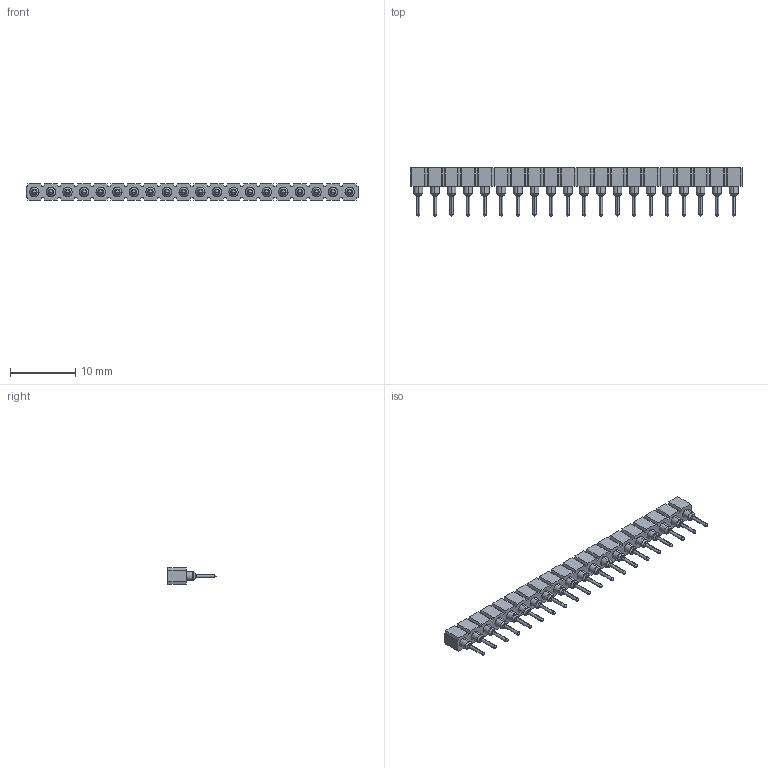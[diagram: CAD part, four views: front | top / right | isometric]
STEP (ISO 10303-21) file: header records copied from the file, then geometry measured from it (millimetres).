
FILE_DESCRIPTION (( 'STEP AP214' ), '1' );
FILE_NAME ('mill-max-310-13-120-41-001000.STEP', '2022-03-27T13:34:52', ( '' ), ( '' ), 'SwSTEP 2.0', 'SolidWorks 2021', '' );
FILE_SCHEMA (( 'AUTOMOTIVE_DESIGN' ));
Length unit declared in the file: inch
Products named in the file (3): P3XX-11-010-00-000000_P320-11-010-00-000000; 1001_1001-0-00-15-00-00-03-0; mill-max-310-13-120-41-001000
Assembly tree (21 placements, depth 2):
  mill-max-310-13-120-41-001000
    P3XX-11-010-00-000000_P320-11-010-00-000000
    1001_1001-0-00-15-00-00-03-0  x20
Bounding box: 50.8 x 7.37 x 2.54 mm (x, y, z)
Volume: 300.6 mm3; surface area: 1622.8 mm2
Topology: 21 solids, 21 shells, 786 faces, 1852 edges, 1128 vertices
Faces by surface type: cylinder 280, plane 266, cone 160, torus 40, sphere 40
Entity records: 9474 total; most frequent: CARTESIAN_POINT 1620, DIRECTION 1610, ORIENTED_EDGE 1568, EDGE_CURVE 784, LINE 590, VECTOR 590, VERTEX_POINT 520, AXIS2_PLACEMENT_3D 510
